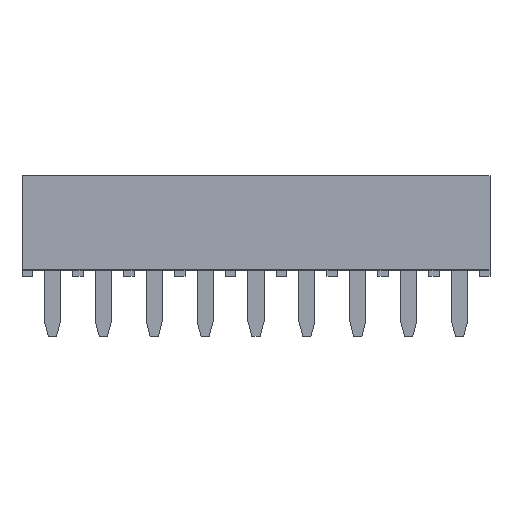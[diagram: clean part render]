
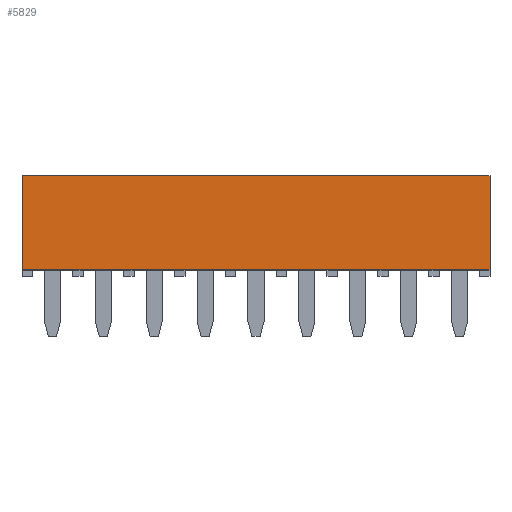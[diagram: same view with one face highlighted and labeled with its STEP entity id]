
A CAD part, top view. The second image highlights one B-rep face of the part: STEP entity #5829.
In plain terms, the highlighted planar face has unit normal (0, 0, 1).
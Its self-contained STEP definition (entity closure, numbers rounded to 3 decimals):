
#267=FACE_OUTER_BOUND('',#617,.T.);
#617=EDGE_LOOP('',(#4227,#4228,#4229,#4230));
#924=LINE('',#7930,#1722);
#938=LINE('',#7958,#1736);
#1119=LINE('',#8337,#1917);
#1191=LINE('',#8490,#1989);
#1722=VECTOR('',#6455,10.);
#1736=VECTOR('',#6477,51.3);
#1917=VECTOR('',#6696,4.7);
#1989=VECTOR('',#6860,51.3);
#2514=VERTEX_POINT('',#7916);
#2520=VERTEX_POINT('',#7928);
#2530=VERTEX_POINT('',#7957);
#2709=VERTEX_POINT('',#8336);
#3040=EDGE_CURVE('',#2514,#2520,#924,.T.);
#3054=EDGE_CURVE('',#2530,#2514,#938,.T.);
#3235=EDGE_CURVE('',#2709,#2530,#1119,.T.);
#3307=EDGE_CURVE('',#2709,#2520,#1191,.T.);
#4227=ORIENTED_EDGE('',*,*,#3040,.T.);
#4228=ORIENTED_EDGE('',*,*,#3307,.F.);
#4229=ORIENTED_EDGE('',*,*,#3235,.T.);
#4230=ORIENTED_EDGE('',*,*,#3054,.T.);
#5496=PLANE('',#6177);
#5829=ADVANCED_FACE('',(#267),#5496,.T.);
#6177=AXIS2_PLACEMENT_3D('',#8489,#6858,#6859);
#6455=DIRECTION('',(0.,1.,0.));
#6477=DIRECTION('',(1.,0.,0.));
#6696=DIRECTION('',(0.,-1.,0.));
#6858=DIRECTION('center_axis',(0.,0.,1.));
#6859=DIRECTION('ref_axis',(0.,-1.,0.));
#6860=DIRECTION('',(1.,0.,0.));
#7916=CARTESIAN_POINT('',(-2.29,0.3,1.25));
#7928=CARTESIAN_POINT('',(-2.29,5.,1.25));
#7930=CARTESIAN_POINT('',(-2.29,3.9,1.25));
#7957=CARTESIAN_POINT('',(-25.65,0.3,1.25));
#7958=CARTESIAN_POINT('',(-25.65,0.3,1.25));
#8336=CARTESIAN_POINT('',(-25.65,5.,1.25));
#8337=CARTESIAN_POINT('',(-25.65,5.,1.25));
#8489=CARTESIAN_POINT('Origin',(-25.65,5.,1.25));
#8490=CARTESIAN_POINT('',(-25.65,5.,1.25));
